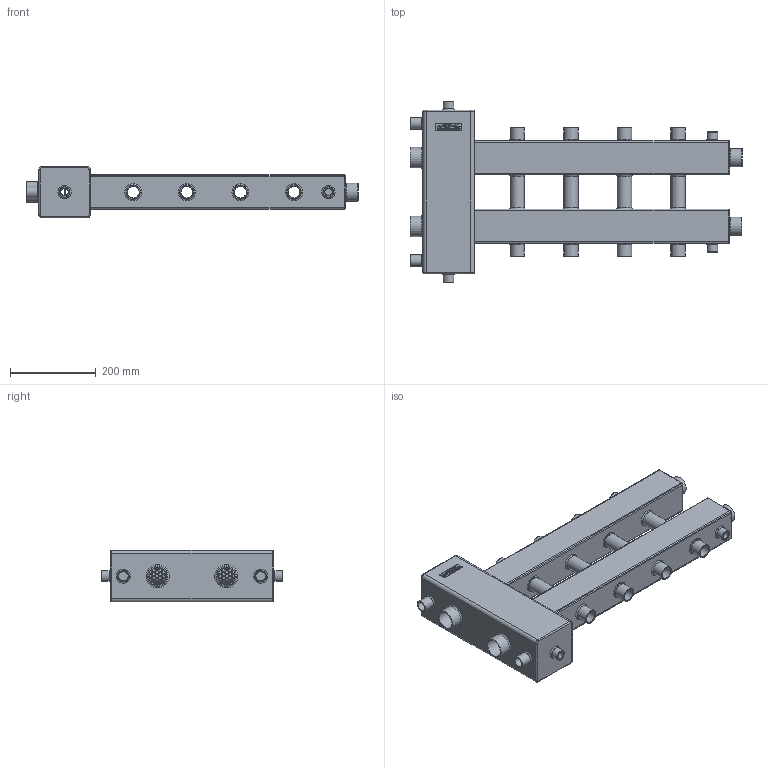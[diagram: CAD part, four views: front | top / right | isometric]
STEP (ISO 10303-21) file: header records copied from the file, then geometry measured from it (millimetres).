
FILE_DESCRIPTION(('STEP AP203'), '1');
FILE_NAME('BMSS-150-5DU.10', '', ('UNSPECIFIED'), ('UNSPECIFIED'), 'ASCON STEP Converter 1.6', 'ASCON Math Kernel', '');
FILE_SCHEMA(('CONFIG_CONTROL_DESIGN'));
Length unit declared in the file: millimetre
Bounding box: 774 x 421 x 120.55 mm (x, y, z)
Volume: 1853562.9 mm3; surface area: 1385081.5 mm2
Topology: 1 solids, 1 shells, 814 faces, 2129 edges, 1383 vertices
Faces by surface type: cylinder 327, plane 206, bspline 171, cone 68, torus 42
Full cylindrical faces by diameter (mm): 7.5 x210, 17.071 x4, 22 x2, 24 x4, 25 x6, 26.8 x2, 27.5 x8, 30 x8, 33.5 x16, 34 x8, 36.3 x2, 40 x2, 42 x2, 42.3 x2, 46 x2, 48 x2, 72 x2
Entity records: 34924 total; most frequent: CARTESIAN_POINT 9628, ORIENTED_EDGE 3506, DIRECTION 3336, EDGE_CURVE 1753, EDGE_LOOP 1732, AXIS2_PLACEMENT_3D 1423, VERTEX_POINT 1383, FACE_BOUND 1014
